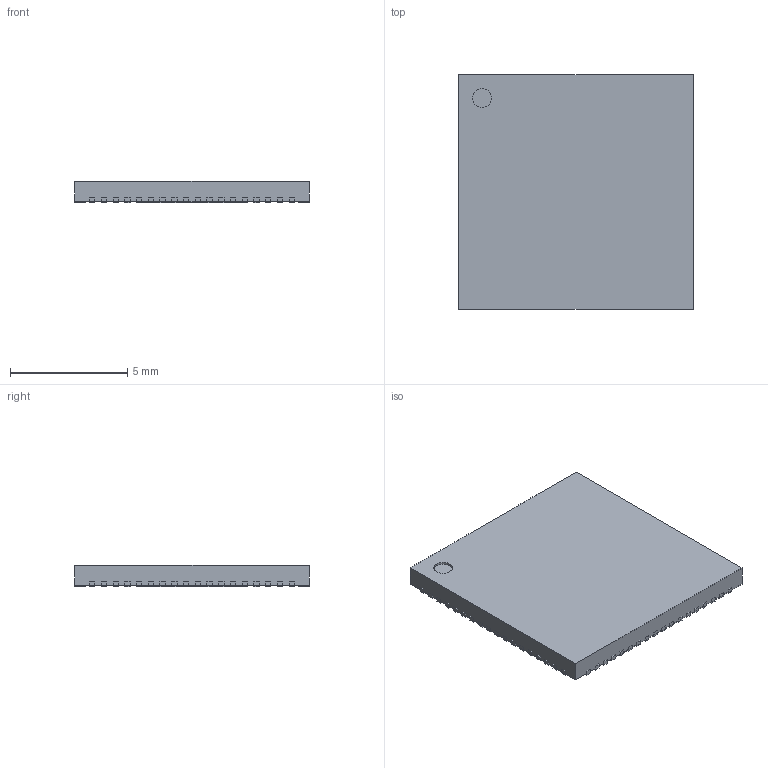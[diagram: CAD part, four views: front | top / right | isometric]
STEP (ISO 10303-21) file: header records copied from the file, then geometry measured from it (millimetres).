
FILE_DESCRIPTION(('FreeCAD Model'),'2;1');
FILE_NAME('QFN-72-1EP_10x10mm_P0.5mm_EP4.9x4.9mm.step','2020-10-08T14:41:43',('Author'),(''), 'Open CASCADE STEP processor 7.3','FreeCAD','Unknown');
FILE_SCHEMA(('AUTOMOTIVE_DESIGN { 1 0 10303 214 1 1 1 1 }'));
Length unit declared in the file: millimetre
Products named in the file (74): Body; Pin003; Pin002; Pin001; Pin007; Pin008; Pin006; Pin005; Pin004; EP; Pin009; Pin010; Pin011; Pin012; Pin013; Pin014; Pin015; Pin016; Pin017; Pin018; Pin019; Pin020; Pin021; Pin022; Pin023; Pin024; Pin025; Pin026; Pin027; Pin028; Pin029; Pin030; Pin031; Pin032; Pin033; Pin034; Pin035; Pin036; Pin037; Pin038 ...
Bounding box: 10.05 x 10.05 x 0.9 mm (x, y, z)
Volume: 90.9 mm3; surface area: 317.5 mm2
Topology: 74 solids, 74 shells, 450 faces, 903 edges, 602 vertices
Faces by surface type: plane 373, cylinder 77
Full cylindrical faces by diameter (mm): 0.8 x1
Entity records: 24665 total; most frequent: CARTESIAN_POINT 3780, DIRECTION 3762, LINE 2401, VECTOR 2401, ORIENTED_EDGE 1806, PCURVE 1806, DEFINITIONAL_REPRESENTATION 1806, EDGE_CURVE 903
